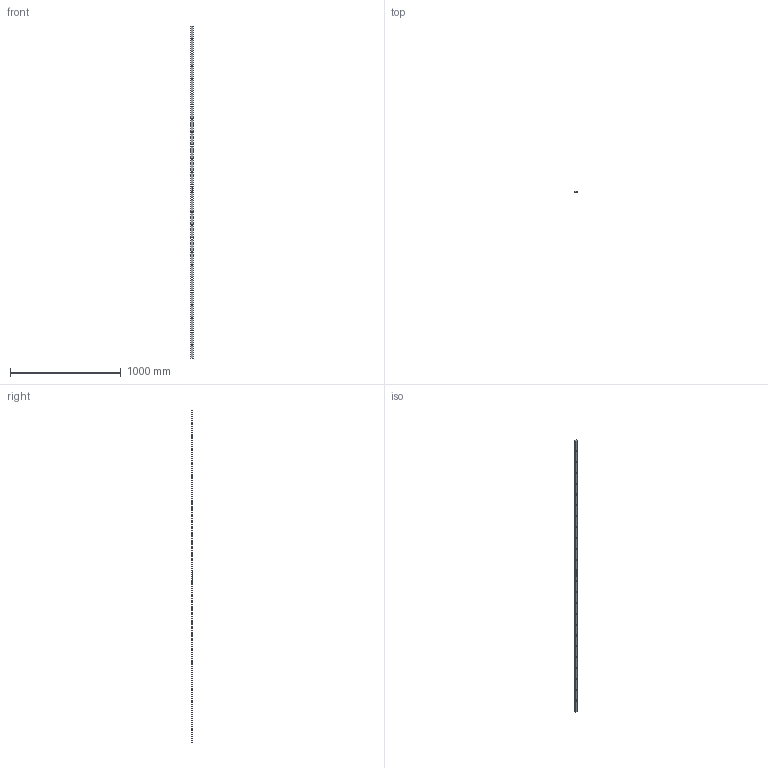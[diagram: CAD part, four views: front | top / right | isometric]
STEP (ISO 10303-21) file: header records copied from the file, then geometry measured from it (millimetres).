
FILE_DESCRIPTION (( 'STEP AP203' ), '1' );
FILE_NAME ('1548-83M.step', '2022-07-04T11:40:01', ( '' ), ( '' ), 'SwSTEP 2.0', 'SolidWorks 2018', '' );
FILE_SCHEMA (( 'CONFIG_CONTROL_DESIGN' ));
Length unit declared in the file: millimetre
Products named in the file (1): 1548-83M
Bounding box: 25 x 8 x 3000 mm (x, y, z)
Volume: 567551.1 mm3; surface area: 200284.1 mm2
Topology: 1 solids, 1 shells, 372 faces, 1035 edges, 690 vertices
Faces by surface type: plane 248, bspline 124
Entity records: 17584 total; most frequent: CARTESIAN_POINT 8718, ORIENTED_EDGE 2070, DIRECTION 1285, EDGE_CURVE 1035, LINE 787, VECTOR 787, VERTEX_POINT 690, EDGE_LOOP 445
